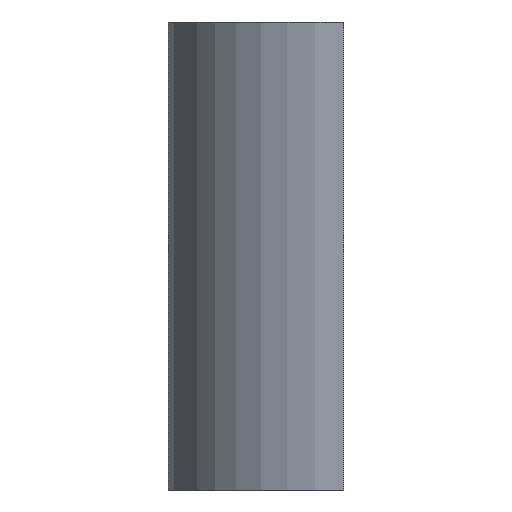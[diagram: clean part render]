
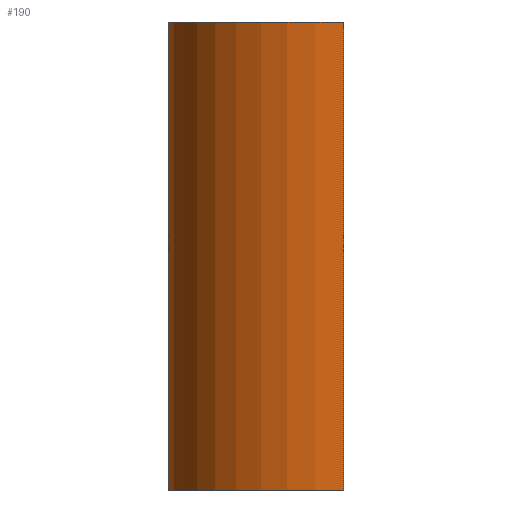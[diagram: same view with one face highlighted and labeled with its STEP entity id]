
A CAD part, front view. The second image highlights one B-rep face of the part: STEP entity #190.
In plain terms, the highlighted cylindrical face has radius 15 mm (diameter 30 mm), a partial arc.
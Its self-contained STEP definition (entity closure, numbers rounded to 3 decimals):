
#32=FACE_OUTER_BOUND('',#48,.T.);
#48=EDGE_LOOP('',(#154,#155,#156,#157));
#57=LINE('',#317,#67);
#60=LINE('',#332,#70);
#67=VECTOR('',#256,10.);
#70=VECTOR('',#273,10.);
#82=CIRCLE('',#214,15.);
#83=CIRCLE('',#216,15.);
#93=VERTEX_POINT('',#313);
#95=VERTEX_POINT('',#316);
#99=VERTEX_POINT('',#326);
#100=VERTEX_POINT('',#330);
#113=EDGE_CURVE('',#95,#93,#57,.T.);
#119=EDGE_CURVE('',#99,#93,#82,.T.);
#120=EDGE_CURVE('',#100,#95,#83,.T.);
#121=EDGE_CURVE('',#100,#99,#60,.T.);
#154=ORIENTED_EDGE('',*,*,#120,.T.);
#155=ORIENTED_EDGE('',*,*,#113,.T.);
#156=ORIENTED_EDGE('',*,*,#119,.F.);
#157=ORIENTED_EDGE('',*,*,#121,.F.);
#178=CYLINDRICAL_SURFACE('',#215,15.);
#190=ADVANCED_FACE('',(#32),#178,.T.);
#214=AXIS2_PLACEMENT_3D('',#328,#267,#268);
#215=AXIS2_PLACEMENT_3D('',#329,#269,#270);
#216=AXIS2_PLACEMENT_3D('',#331,#271,#272);
#256=DIRECTION('',(0.,0.,1.));
#267=DIRECTION('center_axis',(0.,0.,1.));
#268=DIRECTION('ref_axis',(-0.629,0.778,0.));
#269=DIRECTION('center_axis',(0.,0.,1.));
#270=DIRECTION('ref_axis',(0.,1.,0.));
#271=DIRECTION('center_axis',(0.,0.,1.));
#272=DIRECTION('ref_axis',(0.,1.,0.));
#273=DIRECTION('',(0.,0.,1.));
#313=CARTESIAN_POINT('',(-25.,0.,40.));
#316=CARTESIAN_POINT('',(-25.,0.,0.));
#317=CARTESIAN_POINT('',(-25.,0.,0.));
#326=CARTESIAN_POINT('',(-34.428,26.667,40.));
#328=CARTESIAN_POINT('Origin',(-25.,15.,40.));
#329=CARTESIAN_POINT('Origin',(-25.,15.,0.));
#330=CARTESIAN_POINT('',(-34.428,26.667,0.));
#331=CARTESIAN_POINT('Origin',(-25.,15.,0.));
#332=CARTESIAN_POINT('',(-34.428,26.667,0.));
